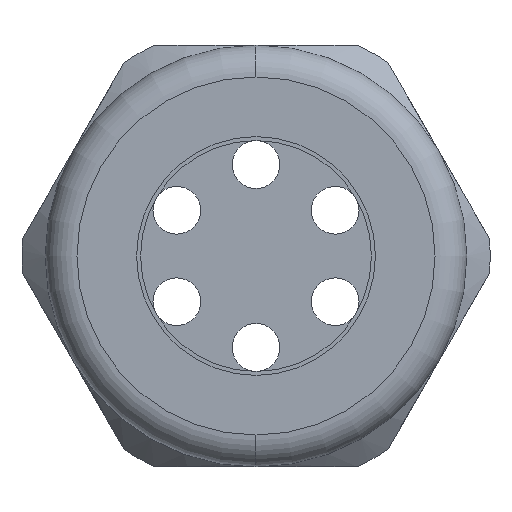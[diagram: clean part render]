
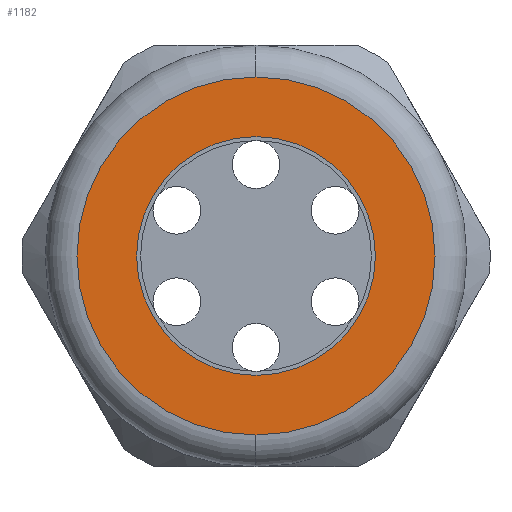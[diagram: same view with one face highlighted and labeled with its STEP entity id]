
A CAD part, left-side view. The second image highlights one B-rep face of the part: STEP entity #1182.
In plain terms, the highlighted planar face has unit normal (-1, 0, 0).
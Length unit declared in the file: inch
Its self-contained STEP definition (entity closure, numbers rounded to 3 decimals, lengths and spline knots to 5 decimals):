
#532 = VERTEX_POINT ( 'NONE', #3002 ) ;
#534 = EDGE_CURVE ( 'NONE', #535, #532, #3001, .T. ) ;
#535 = VERTEX_POINT ( 'NONE', #2996 ) ;
#651 = EDGE_CURVE ( 'NONE', #652, #653, #3211, .T. ) ;
#652 = VERTEX_POINT ( 'NONE', #3263 ) ;
#653 = VERTEX_POINT ( 'NONE', #3262 ) ;
#1182 = ADVANCED_FACE ( 'NONE', ( #4319, #4318 ), #4317, .T. ) ;
#1183 = EDGE_LOOP ( 'NONE', ( #1184, #1185 ) ) ;
#1184 = ORIENTED_EDGE ( 'NONE', *, *, #534, .T. ) ;
#1185 = ORIENTED_EDGE ( 'NONE', *, *, #1186, .T. ) ;
#1186 = EDGE_CURVE ( 'NONE', #532, #535, #4312, .T. ) ;
#1187 = EDGE_LOOP ( 'NONE', ( #1188, #1244 ) ) ;
#1188 = ORIENTED_EDGE ( 'NONE', *, *, #1189, .T. ) ;
#1189 = EDGE_CURVE ( 'NONE', #653, #652, #4307, .T. ) ;
#1244 = ORIENTED_EDGE ( 'NONE', *, *, #651, .T. ) ;
#2996 = CARTESIAN_POINT ( 'NONE',  ( -1.41, 0., 0.45 ) ) ;
#2997 = DIRECTION ( 'NONE',  ( 0., 0., 1. ) ) ;
#2998 = DIRECTION ( 'NONE',  ( -1., 0., 0. ) ) ;
#2999 = CARTESIAN_POINT ( 'NONE',  ( -1.41, 0., 0. ) ) ;
#3000 = AXIS2_PLACEMENT_3D ( 'NONE', #2999, #2998, #2997 ) ;
#3001 = CIRCLE ( 'NONE', #3000, 0.45 ) ;
#3002 = CARTESIAN_POINT ( 'NONE',  ( -1.41, 0., -0.45 ) ) ;
#3211 = CIRCLE ( 'NONE', #3267, 0.3 ) ;
#3262 = CARTESIAN_POINT ( 'NONE',  ( -1.41, 0., -0.3 ) ) ;
#3263 = CARTESIAN_POINT ( 'NONE',  ( -1.41, 0., 0.3 ) ) ;
#3264 = DIRECTION ( 'NONE',  ( 0., 0., -1. ) ) ;
#3265 = DIRECTION ( 'NONE',  ( 1., 0., 0. ) ) ;
#3266 = CARTESIAN_POINT ( 'NONE',  ( -1.41, 0., 0. ) ) ;
#3267 = AXIS2_PLACEMENT_3D ( 'NONE', #3266, #3265, #3264 ) ;
#4303 = DIRECTION ( 'NONE',  ( 0., 0., -1. ) ) ;
#4304 = DIRECTION ( 'NONE',  ( 1., 0., 0. ) ) ;
#4305 = CARTESIAN_POINT ( 'NONE',  ( -1.41, 0., 0. ) ) ;
#4306 = AXIS2_PLACEMENT_3D ( 'NONE', #4305, #4304, #4303 ) ;
#4307 = CIRCLE ( 'NONE', #4306, 0.3 ) ;
#4308 = DIRECTION ( 'NONE',  ( 0., 0., 1. ) ) ;
#4309 = DIRECTION ( 'NONE',  ( -1., 0., 0. ) ) ;
#4310 = CARTESIAN_POINT ( 'NONE',  ( -1.41, 0., 0. ) ) ;
#4311 = AXIS2_PLACEMENT_3D ( 'NONE', #4310, #4309, #4308 ) ;
#4312 = CIRCLE ( 'NONE', #4311, 0.45 ) ;
#4313 = DIRECTION ( 'NONE',  ( 0., 0., 1. ) ) ;
#4314 = DIRECTION ( 'NONE',  ( -1., 0., 0. ) ) ;
#4315 = CARTESIAN_POINT ( 'NONE',  ( -1.41, 0.53, 0. ) ) ;
#4316 = AXIS2_PLACEMENT_3D ( 'NONE', #4315, #4314, #4313 ) ;
#4317 = PLANE ( 'NONE',  #4316 ) ;
#4318 = FACE_BOUND ( 'NONE', #1187, .T. ) ;
#4319 = FACE_OUTER_BOUND ( 'NONE', #1183, .T. ) ;
